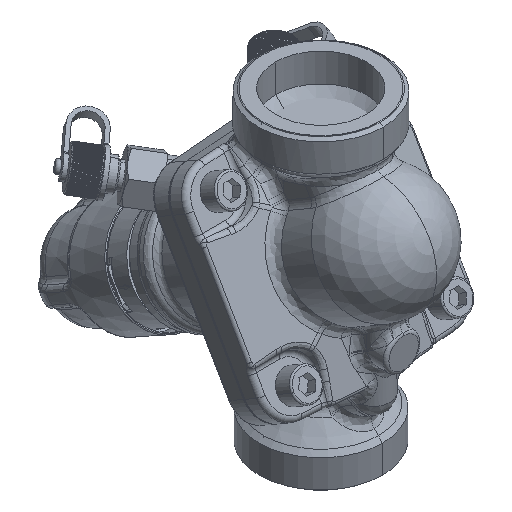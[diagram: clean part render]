
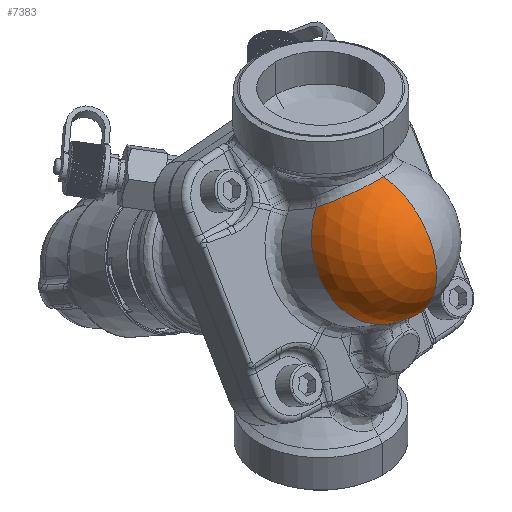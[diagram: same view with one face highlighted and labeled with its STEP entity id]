
A CAD part, isometric view. The second image highlights one B-rep face of the part: STEP entity #7383.
In plain terms, the highlighted spherical face has radius 20 mm.
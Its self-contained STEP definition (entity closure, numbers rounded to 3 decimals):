
#289=CARTESIAN_POINT('',(0.,-16.83,-19.151));
#290=DIRECTION('',(0.,0.5,0.866));
#291=DIRECTION('',(0.,0.866,-0.5));
#292=AXIS2_PLACEMENT_3D('',#289,#290,#291);
#991=CARTESIAN_POINT('',(0.,-36.713,-21.308));
#1018=CARTESIAN_POINT('',(0.,-16.83,-19.151));
#1019=DIRECTION('',(-1.,0.,0.));
#1020=DIRECTION('',(0.,-0.5,-0.866));
#1021=AXIS2_PLACEMENT_3D('',#1018,#1019,#1020);
#1023=CARTESIAN_POINT('',(0.,-16.83,-19.151));
#1024=DIRECTION('',(1.,0.,0.));
#1025=DIRECTION('',(0.,-0.5,-0.866));
#1026=AXIS2_PLACEMENT_3D('',#1023,#1024,#1025);
#1028=CARTESIAN_POINT('',(-13.424,-29.669,
-11.738));
#1029=CARTESIAN_POINT('',(-13.341,-30.059,
-12.262));
#1030=CARTESIAN_POINT('',(-13.076,-30.863,
-13.345));
#1031=CARTESIAN_POINT('',(-12.269,-32.159,
-15.098));
#1032=CARTESIAN_POINT('',(-11.035,-33.401,
-16.783));
#1033=CARTESIAN_POINT('',(-9.488,-34.462,
-18.229));
#1034=CARTESIAN_POINT('',(-7.766,-35.302,
-19.376));
#1035=CARTESIAN_POINT('',(-5.934,-35.936,
-20.243));
#1036=CARTESIAN_POINT('',(-4.015,-36.384,
-20.857));
#1037=CARTESIAN_POINT('',(-2.03,-36.653,
-21.225));
#1038=CARTESIAN_POINT('',(-0.688,-36.713,
-21.308));
#1039=CARTESIAN_POINT('',(0.,-36.713,
-21.308));
#5071=CARTESIAN_POINT('',(0.,-26.83,-36.471));
#5072=CARTESIAN_POINT('',(0.,0.49,-29.151));
#5073=VERTEX_POINT('',#5071);
#5074=VERTEX_POINT('',#5072);
#5075=VERTEX_POINT('',#991);
#5079=VERTEX_POINT('',#1028);
#7371=CARTESIAN_POINT('',(0.,-16.83,-19.151));
#7372=DIRECTION('',(0.,-0.5,-0.866));
#7373=DIRECTION('',(0.,-0.866,0.5));
#7374=AXIS2_PLACEMENT_3D('',#7371,#7372,#7373);
#7375=SPHERICAL_SURFACE('',#7374,20.);
#7377=ORIENTED_EDGE('',*,*,#7376,.T.);
#7378=ORIENTED_EDGE('',*,*,#7366,.F.);
#7379=ORIENTED_EDGE('',*,*,#7364,.T.);
#7380=ORIENTED_EDGE('',*,*,#5908,.T.);
#7381=EDGE_LOOP('',(#7377,#7378,#7379,#7380));
#7382=FACE_OUTER_BOUND('',#7381,.F.);
#7383=ADVANCED_FACE('',(#7382),#7375,.T.);
#293=CIRCLE('',#292,20.);
#1022=CIRCLE('',#1021,20.);
#1027=CIRCLE('',#1026,20.);
#1040=B_SPLINE_CURVE_WITH_KNOTS('',3,(#1028,#1029,#1030,#1031,#1032,#1033,#1034,
#1035,#1036,#1037,#1038,#1039),.UNSPECIFIED.,.F.,.F.,(4,1,1,1,1,1,1,1,1,4),
(0.,0.111,0.222,0.333,0.444,
0.556,0.667,0.778,0.889,1.),
.UNSPECIFIED.);
#5908=EDGE_CURVE('',#5074,#5079,#293,.T.);
#7364=EDGE_CURVE('',#5073,#5074,#1027,.T.);
#7366=EDGE_CURVE('',#5073,#5075,#1022,.T.);
#7376=EDGE_CURVE('',#5079,#5075,#1040,.T.);
